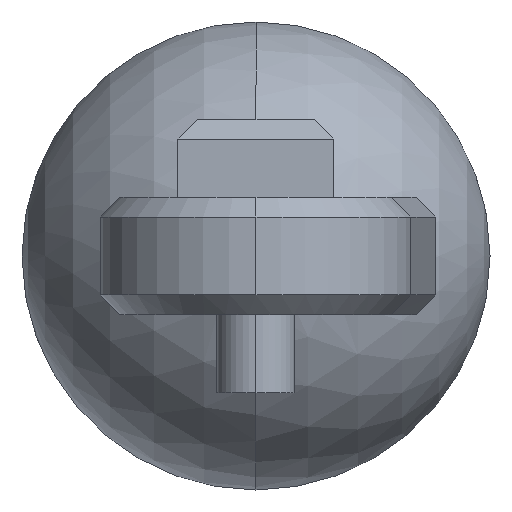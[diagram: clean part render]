
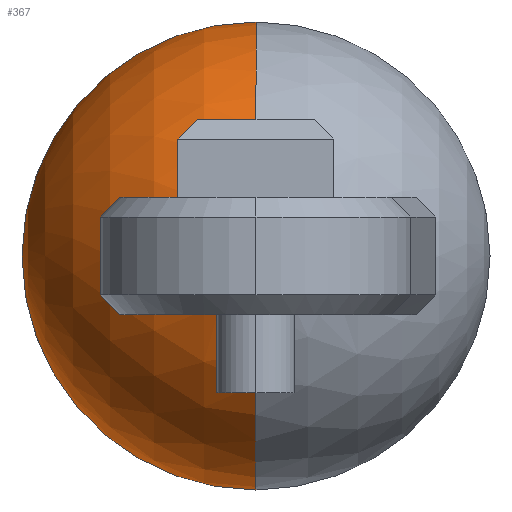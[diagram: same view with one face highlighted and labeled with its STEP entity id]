
A CAD part, left-side view. The second image highlights one B-rep face of the part: STEP entity #367.
In plain terms, the highlighted spherical face has radius 30 mm.
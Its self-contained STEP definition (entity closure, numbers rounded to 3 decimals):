
#27 = AXIS2_PLACEMENT_3D ( 'NONE', #375, #1039, #55 ) ;
#29 = EDGE_CURVE ( 'NONE', #856, #1068, #939, .T. ) ;
#40 = VERTEX_POINT ( 'NONE', #377 ) ;
#46 = AXIS2_PLACEMENT_3D ( 'NONE', #1062, #554, #736 ) ;
#47 = CARTESIAN_POINT ( 'NONE',  ( 73.291, 4.946, -7.5 ) ) ;
#55 = DIRECTION ( 'NONE',  ( 1., 0., 0. ) ) ;
#65 = VERTEX_POINT ( 'NONE', #625 ) ;
#78 = EDGE_CURVE ( 'NONE', #145, #177, #459, .T. ) ;
#82 = FACE_OUTER_BOUND ( 'NONE', #275, .T. ) ;
#145 = VERTEX_POINT ( 'NONE', #335 ) ;
#163 = CARTESIAN_POINT ( 'NONE',  ( 101.914, 0., 30. ) ) ;
#164 = AXIS2_PLACEMENT_3D ( 'NONE', #521, #857, #937 ) ;
#177 = VERTEX_POINT ( 'NONE', #163 ) ;
#192 = ORIENTED_EDGE ( 'NONE', *, *, #603, .T. ) ;
#203 = DIRECTION ( 'NONE',  ( 0., 0., -1. ) ) ;
#260 = CARTESIAN_POINT ( 'NONE',  ( 73.215, 6.613, 5.833 ) ) ;
#267 = CIRCLE ( 'NONE', #164, 29.047 ) ;
#275 = EDGE_LOOP ( 'NONE', ( #871, #574, #846, #1043, #758, #192, #319, #855 ) ) ;
#279 = DIRECTION ( 'NONE',  ( 0., 1., 0. ) ) ;
#282 = CARTESIAN_POINT ( 'NONE',  ( 73.217, 5.78, 6.667 ) ) ;
#283 = DIRECTION ( 'NONE',  ( 0., -1., 0. ) ) ;
#304 = AXIS2_PLACEMENT_3D ( 'NONE', #716, #283, #203 ) ;
#319 = ORIENTED_EDGE ( 'NONE', *, *, #690, .T. ) ;
#330 = DIRECTION ( 'NONE',  ( 0., 0., 1. ) ) ;
#335 = CARTESIAN_POINT ( 'NONE',  ( 101.914, 0., -30. ) ) ;
#367 = ADVANCED_FACE ( 'NONE', ( #82 ), #847, .T. ) ;
#375 = CARTESIAN_POINT ( 'NONE',  ( 101.914, 0., 7.5 ) ) ;
#377 = CARTESIAN_POINT ( 'NONE',  ( 73.286, 7.446, 5. ) ) ;
#401 = AXIS2_PLACEMENT_3D ( 'NONE', #1075, #420, #330 ) ;
#413 = CIRCLE ( 'NONE', #304, 30. ) ;
#420 = DIRECTION ( 'NONE',  ( 0., 1., 0. ) ) ;
#459 = CIRCLE ( 'NONE', #46, 30. ) ;
#471 = EDGE_CURVE ( 'NONE', #856, #654, #267, .T. ) ;
#488 = B_SPLINE_CURVE_WITH_KNOTS ( 'NONE', 3,
 ( #547, #985, #981, #739, #639 ),
 .UNSPECIFIED., .F., .F.,
 ( 4, 1, 4 ),
 ( 0., 0.005, 0.01 ),
 .UNSPECIFIED. ) ;
#497 = CIRCLE ( 'NONE', #27, 29.047 ) ;
#515 = DIRECTION ( 'NONE',  ( 0., 0., 1. ) ) ;
#521 = CARTESIAN_POINT ( 'NONE',  ( 101.914, 0., -7.5 ) ) ;
#530 = EDGE_CURVE ( 'NONE', #145, #654, #938, .T. ) ;
#543 = CARTESIAN_POINT ( 'NONE',  ( 73.286, 7.446, -5. ) ) ;
#547 = CARTESIAN_POINT ( 'NONE',  ( 73.286, 7.446, -5. ) ) ;
#554 = DIRECTION ( 'NONE',  ( 1., 0., 0. ) ) ;
#574 = ORIENTED_EDGE ( 'NONE', *, *, #530, .T. ) ;
#575 = B_SPLINE_CURVE_WITH_KNOTS ( 'NONE', 3,
 ( #869, #260, #282, #611 ),
 .UNSPECIFIED., .F., .F.,
 ( 4, 4 ),
 ( 0., 0.004 ),
 .UNSPECIFIED. ) ;
#603 = EDGE_CURVE ( 'NONE', #40, #65, #575, .T. ) ;
#611 = CARTESIAN_POINT ( 'NONE',  ( 73.291, 4.946, 7.5 ) ) ;
#625 = CARTESIAN_POINT ( 'NONE',  ( 73.291, 4.946, 7.5 ) ) ;
#639 = CARTESIAN_POINT ( 'NONE',  ( 73.286, 7.446, 5. ) ) ;
#654 = VERTEX_POINT ( 'NONE', #879 ) ;
#681 = CARTESIAN_POINT ( 'NONE',  ( 101.914, 0., 0. ) ) ;
#690 = EDGE_CURVE ( 'NONE', #65, #691, #497, .T. ) ;
#691 = VERTEX_POINT ( 'NONE', #960 ) ;
#716 = CARTESIAN_POINT ( 'NONE',  ( 101.914, 0., 0. ) ) ;
#720 = CARTESIAN_POINT ( 'NONE',  ( 73.217, 5.78, -6.667 ) ) ;
#736 = DIRECTION ( 'NONE',  ( 0., 0., -1. ) ) ;
#739 = CARTESIAN_POINT ( 'NONE',  ( 72.995, 7.447, 3.333 ) ) ;
#758 = ORIENTED_EDGE ( 'NONE', *, *, #884, .T. ) ;
#846 = ORIENTED_EDGE ( 'NONE', *, *, #471, .F. ) ;
#847 = SPHERICAL_SURFACE ( 'NONE', #401, 30. ) ;
#855 = ORIENTED_EDGE ( 'NONE', *, *, #1073, .F. ) ;
#856 = VERTEX_POINT ( 'NONE', #1048 ) ;
#857 = DIRECTION ( 'NONE',  ( 0., 0., 1. ) ) ;
#869 = CARTESIAN_POINT ( 'NONE',  ( 73.286, 7.446, 5. ) ) ;
#871 = ORIENTED_EDGE ( 'NONE', *, *, #78, .F. ) ;
#879 = CARTESIAN_POINT ( 'NONE',  ( 72.867, 0., -7.5 ) ) ;
#881 = AXIS2_PLACEMENT_3D ( 'NONE', #681, #279, #515 ) ;
#884 = EDGE_CURVE ( 'NONE', #1068, #40, #488, .T. ) ;
#904 = CARTESIAN_POINT ( 'NONE',  ( 73.215, 6.613, -5.833 ) ) ;
#937 = DIRECTION ( 'NONE',  ( 1., 0., 0. ) ) ;
#938 = CIRCLE ( 'NONE', #881, 30. ) ;
#939 = B_SPLINE_CURVE_WITH_KNOTS ( 'NONE', 3,
 ( #47, #720, #904, #543 ),
 .UNSPECIFIED., .F., .F.,
 ( 4, 4 ),
 ( 0., 0.004 ),
 .UNSPECIFIED. ) ;
#960 = CARTESIAN_POINT ( 'NONE',  ( 72.867, 0., 7.5 ) ) ;
#969 = CARTESIAN_POINT ( 'NONE',  ( 73.286, 7.446, -5. ) ) ;
#981 = CARTESIAN_POINT ( 'NONE',  ( 72.711, 7.447, 0. ) ) ;
#985 = CARTESIAN_POINT ( 'NONE',  ( 72.995, 7.447, -3.333 ) ) ;
#1039 = DIRECTION ( 'NONE',  ( 0., 0., 1. ) ) ;
#1043 = ORIENTED_EDGE ( 'NONE', *, *, #29, .T. ) ;
#1048 = CARTESIAN_POINT ( 'NONE',  ( 73.291, 4.946, -7.5 ) ) ;
#1062 = CARTESIAN_POINT ( 'NONE',  ( 101.914, 0., 0. ) ) ;
#1068 = VERTEX_POINT ( 'NONE', #969 ) ;
#1073 = EDGE_CURVE ( 'NONE', #177, #691, #413, .T. ) ;
#1075 = CARTESIAN_POINT ( 'NONE',  ( 101.914, 0., 0. ) ) ;
